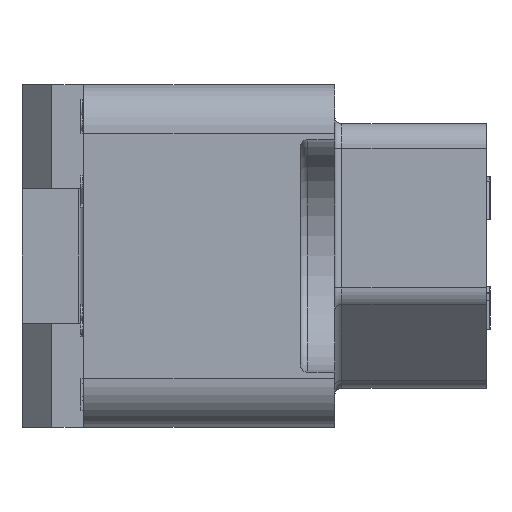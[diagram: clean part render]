
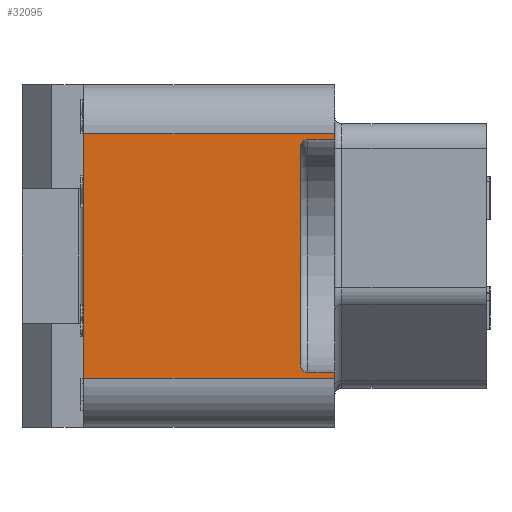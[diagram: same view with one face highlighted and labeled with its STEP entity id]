
A CAD part, left-side view. The second image highlights one B-rep face of the part: STEP entity #32095.
In plain terms, the highlighted planar face has unit normal (-1, 0, 0).
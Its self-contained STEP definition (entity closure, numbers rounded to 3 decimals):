
#1365=DIRECTION('',(0.,0.,-1.));
#1366=VECTOR('',#1365,10.);
#1367=CARTESIAN_POINT('',(-40.,10.25,5.));
#1368=LINE('',#1367,#1366);
#1906=DIRECTION('',(0.,-1.,0.));
#1907=VECTOR('',#1906,10.25);
#1908=CARTESIAN_POINT('',(-40.,10.25,5.));
#1909=LINE('',#1908,#1907);
#2234=DIRECTION('',(0.,1.,0.));
#2235=VECTOR('',#2234,10.25);
#2236=CARTESIAN_POINT('',(-40.,0.,-5.));
#2237=LINE('',#2236,#2235);
#2243=DIRECTION('',(0.,0.,1.));
#2244=VECTOR('',#2243,8.9);
#2245=CARTESIAN_POINT('',(-40.,1.4,-4.45));
#2246=LINE('',#2245,#2244);
#2247=DIRECTION('',(0.,1.,0.));
#2248=VECTOR('',#2247,1.1);
#2249=CARTESIAN_POINT('',(-40.,0.,-4.75));
#2250=LINE('',#2249,#2248);
#2251=DIRECTION('',(0.,0.,-1.));
#2252=VECTOR('',#2251,0.25);
#2253=CARTESIAN_POINT('',(-40.,0.,-4.75));
#2254=LINE('',#2253,#2252);
#2255=DIRECTION('',(0.,0.,-1.));
#2256=VECTOR('',#2255,0.25);
#2257=CARTESIAN_POINT('',(-40.,0.,5.));
#2258=LINE('',#2257,#2256);
#2259=DIRECTION('',(0.,1.,0.));
#2260=VECTOR('',#2259,1.1);
#2261=CARTESIAN_POINT('',(-40.,0.,4.75));
#2262=LINE('',#2261,#2260);
#2286=CARTESIAN_POINT('',(-40.,1.1,-4.45));
#2287=DIRECTION('',(1.,0.,0.));
#2288=DIRECTION('',(0.,0.,-1.));
#2289=AXIS2_PLACEMENT_3D('',#2286,#2287,#2288);
#2310=CARTESIAN_POINT('',(-40.,1.1,4.45));
#2311=DIRECTION('',(1.,0.,0.));
#2312=DIRECTION('',(0.,1.,0.));
#2313=AXIS2_PLACEMENT_3D('',#2310,#2311,#2312);
#24784=CARTESIAN_POINT('',(-40.,0.,5.));
#24785=VERTEX_POINT('',#24784);
#24786=CARTESIAN_POINT('',(-40.,10.25,5.));
#24787=VERTEX_POINT('',#24786);
#24792=CARTESIAN_POINT('',(-40.,10.25,-5.));
#24793=VERTEX_POINT('',#24792);
#24794=CARTESIAN_POINT('',(-40.,0.,-5.));
#24795=VERTEX_POINT('',#24794);
#24804=CARTESIAN_POINT('',(-40.,0.,-4.75));
#24806=VERTEX_POINT('',#24804);
#24810=CARTESIAN_POINT('',(-40.,0.,4.75));
#24811=VERTEX_POINT('',#24810);
#25021=CARTESIAN_POINT('',(-40.,1.4,-4.45));
#25023=VERTEX_POINT('',#25021);
#25025=CARTESIAN_POINT('',(-40.,1.1,-4.75));
#25027=VERTEX_POINT('',#25025);
#25032=CARTESIAN_POINT('',(-40.,1.4,4.45));
#25033=VERTEX_POINT('',#25032);
#25034=CARTESIAN_POINT('',(-40.,1.1,4.75));
#25035=VERTEX_POINT('',#25034);
#32073=CARTESIAN_POINT('',(-40.,0.,7.));
#32074=DIRECTION('',(-1.,0.,0.));
#32075=DIRECTION('',(0.,1.,0.));
#32076=AXIS2_PLACEMENT_3D('',#32073,#32074,#32075);
#32077=PLANE('',#32076);
#32079=ORIENTED_EDGE('',*,*,#32078,.F.);
#32081=ORIENTED_EDGE('',*,*,#32080,.F.);
#32083=ORIENTED_EDGE('',*,*,#32082,.F.);
#32084=ORIENTED_EDGE('',*,*,#31601,.T.);
#32085=ORIENTED_EDGE('',*,*,#32067,.T.);
#32086=ORIENTED_EDGE('',*,*,#31272,.F.);
#32087=ORIENTED_EDGE('',*,*,#31578,.T.);
#32088=ORIENTED_EDGE('',*,*,#31609,.T.);
#32090=ORIENTED_EDGE('',*,*,#32089,.T.);
#32092=ORIENTED_EDGE('',*,*,#32091,.F.);
#32093=EDGE_LOOP('',(#32079,#32081,#32083,#32084,#32085,#32086,#32087,#32088,
#32090,#32092));
#32094=FACE_OUTER_BOUND('',#32093,.F.);
#32095=ADVANCED_FACE('',(#32094),#32077,.T.);
#2290=CIRCLE('',#2289,0.3);
#2314=CIRCLE('',#2313,0.3);
#31272=EDGE_CURVE('',#24787,#24793,#1368,.T.);
#31578=EDGE_CURVE('',#24787,#24785,#1909,.T.);
#31601=EDGE_CURVE('',#24806,#24795,#2254,.T.);
#31609=EDGE_CURVE('',#24785,#24811,#2258,.T.);
#32067=EDGE_CURVE('',#24795,#24793,#2237,.T.);
#32078=EDGE_CURVE('',#25023,#25033,#2246,.T.);
#32080=EDGE_CURVE('',#25027,#25023,#2290,.T.);
#32082=EDGE_CURVE('',#24806,#25027,#2250,.T.);
#32089=EDGE_CURVE('',#24811,#25035,#2262,.T.);
#32091=EDGE_CURVE('',#25033,#25035,#2314,.T.);
